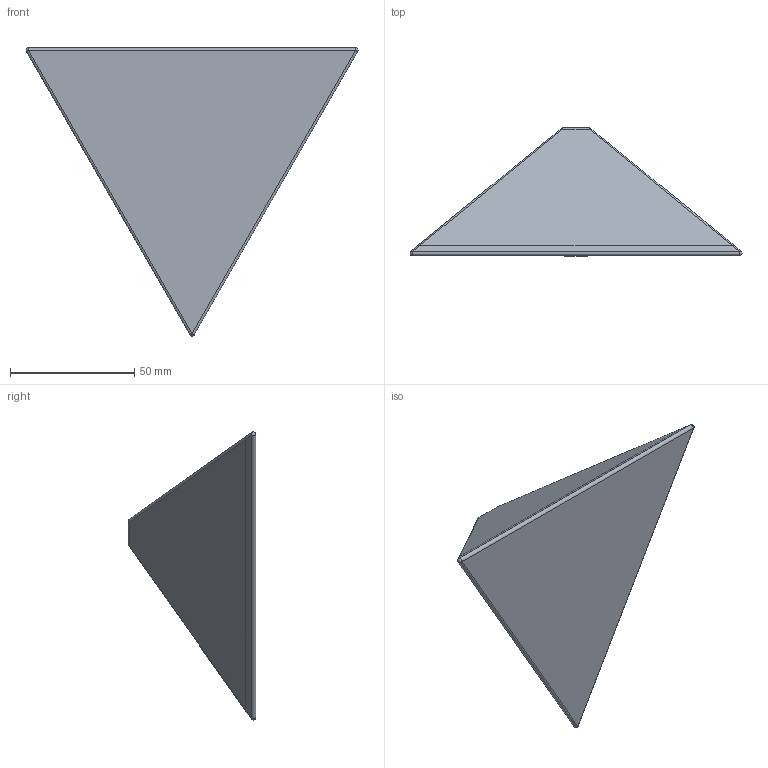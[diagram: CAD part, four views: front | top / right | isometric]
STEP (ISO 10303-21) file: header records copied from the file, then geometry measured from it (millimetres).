
FILE_DESCRIPTION((''),'2;1');
FILE_NAME('WXMACHINA_ASM','2015-11-06T',('nk'),(''),'CREO PARAMETRIC BY PTC INC, 2015200','CREO PARAMETRIC BY PTC INC, 2015200','');
FILE_SCHEMA(('AUTOMOTIVE_DESIGN { 1 0 10303 214 1 1 1 1 }'));
Length unit declared in the file: millimetre
Products named in the file (6): WXMACHINA_SKEL; WXMACHINA_BASE; WXMACHINA_BASE_ASM; WXMACHINA_COVER; WXMACHINA_COVER_ASM; WXMACHINA_ASM
Assembly tree (5 placements, depth 3):
  WXMACHINA_ASM
    WXMACHINA_SKEL
    WXMACHINA_BASE_ASM
      WXMACHINA_BASE
    WXMACHINA_COVER_ASM
      WXMACHINA_COVER
Bounding box: 133.87 x 51.5 x 116.2 mm (x, y, z)
Volume: 54165.1 mm3; surface area: 40743.6 mm2
Topology: 2 solids, 2 shells, 37 faces, 78 edges, 46 vertices
Faces by surface type: plane 17, cylinder 14, sphere 6
Entity records: 2715 total; most frequent: COLOUR_RGB 359, CARTESIAN_POINT 209, DIRECTION 194, PROPERTY_DEFINITION 169, REPRESENTATION 167, PROPERTY_DEFINITION_REPRESENTATION 167, ORIENTED_EDGE 156, GENERAL_PROPERTY 142
